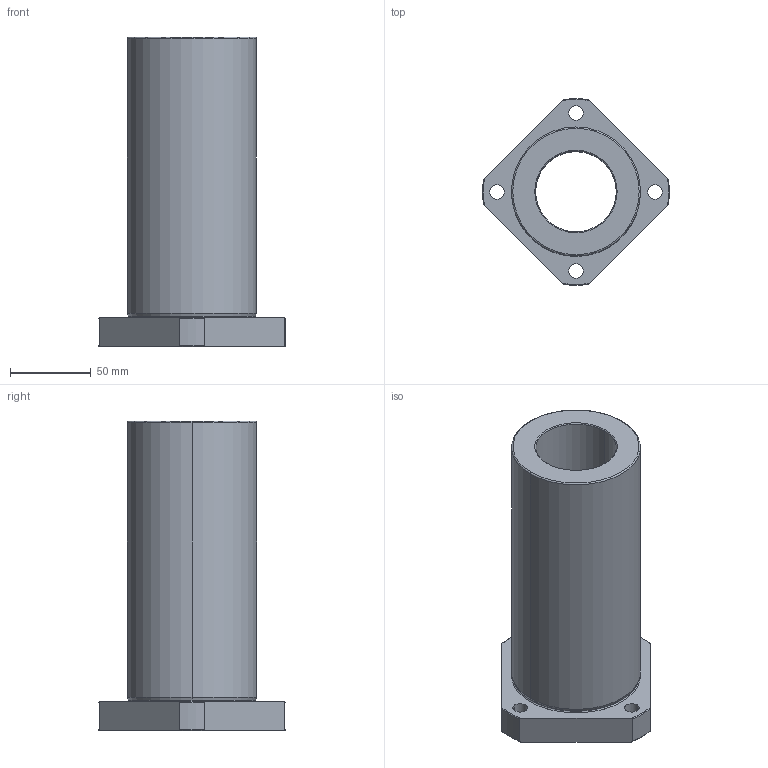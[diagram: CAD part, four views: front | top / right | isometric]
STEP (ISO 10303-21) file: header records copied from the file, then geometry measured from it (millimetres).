
FILE_DESCRIPTION (( 'STEP AP214' ), '1' );
FILE_NAME ('FlangeBearing_46BD177DFE.step', '2022-08-26T17:06:22', ( '' ), ( '' ), 'SwSTEP 2.0', 'SolidWorks 2019', '' );
FILE_SCHEMA (( 'AUTOMOTIVE_DESIGN' ));
Length unit declared in the file: inch
Products named in the file (3): FlangeBearing_46BD177DFE; TU7l4Hr1eu_CADModel_0
Assembly tree (1 placements, depth 2):
  FlangeBearing_46BD177DFE
    TU7l4Hr1eu_CADModel_0
  TU7l4Hr1eu_CADModel_0
Bounding box: 115.69 x 115.63 x 191.8 mm (x, y, z)
Volume: 631737.6 mm3; surface area: 139750.7 mm2
Topology: 3 solids, 3 shells, 70 faces, 163 edges, 102 vertices
Faces by surface type: cylinder 35, torus 20, plane 13, cone 2
Entity records: 3186 total; most frequent: CARTESIAN_POINT 484, DIRECTION 395, ORIENTED_EDGE 326, AXIS2_PLACEMENT_3D 173, EDGE_CURVE 163, VERTEX_POINT 102, CIRCLE 98, EDGE_LOOP 87
